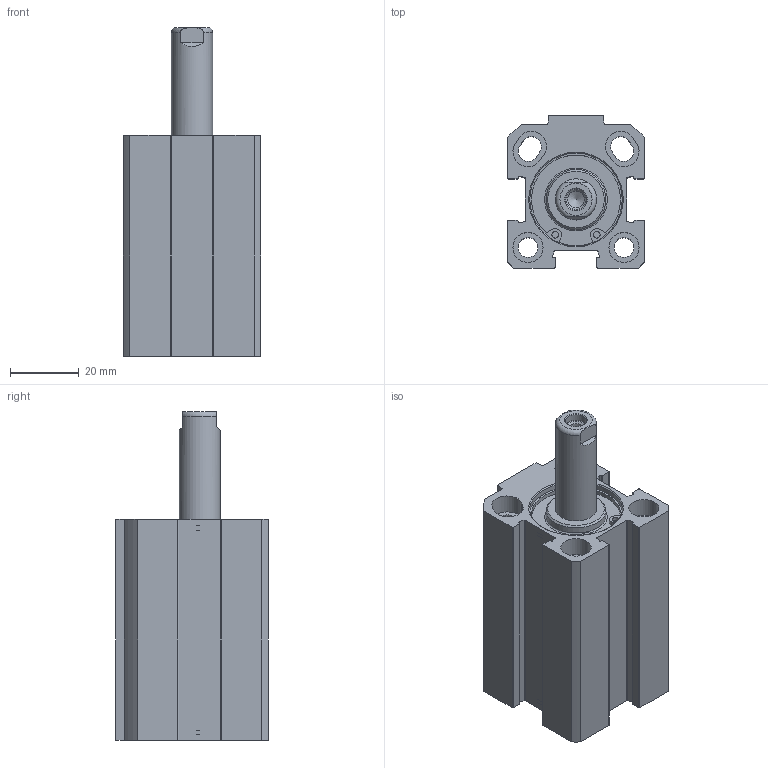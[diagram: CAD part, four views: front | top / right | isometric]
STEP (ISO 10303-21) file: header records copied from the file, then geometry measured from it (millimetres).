
FILE_DESCRIPTION((''),'2;1');
FILE_NAME('FSEM025.020.GS.F.stp','2014-07-01T11:16:07',('carlo.corazza'),(''),'Autodesk Inventor 2012','Autodesk Inventor 2012','');
FILE_SCHEMA(('AUTOMOTIVE_DESIGN { 1 0 10303 214 1 1 1 1 }'));
Length unit declared in the file: millimetre
Products named in the file (5): FSEM025..GS.F; CORPO-020; STELO-020; TP; TA
Assembly tree (4 placements, depth 2):
  FSEM025..GS.F
    CORPO-020
    STELO-020
    TP
    TA
Bounding box: 40 x 44.5 x 96 mm (x, y, z)
Volume: 60346.6 mm3; surface area: 31909 mm2
Topology: 4 solids, 4 shells, 199 faces, 486 edges, 314 vertices
Faces by surface type: plane 93, cylinder 79, cone 20, torus 7
Full cylindrical faces by diameter (mm): 1.6 x2, 2 x4, 4.917 x2, 5.8 x2, 6.25 x1, 8.566 x2, 8.8 x4, 10.48 x1, 11.4 x1, 12 x1, 17.5 x2, 25 x1, 26.9 x4, 27 x2, 28.4 x2
Entity records: 5928 total; most frequent: CARTESIAN_POINT 1026, DIRECTION 1008, ORIENTED_EDGE 818, EDGE_CURVE 409, AXIS2_PLACEMENT_3D 397, VERTEX_POINT 295, EDGE_LOOP 292, VECTOR 214
